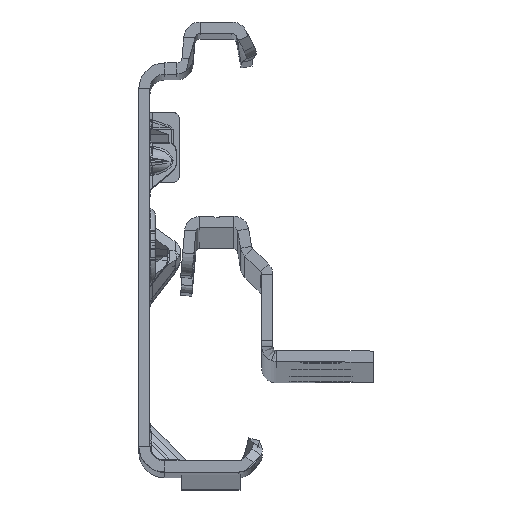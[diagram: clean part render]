
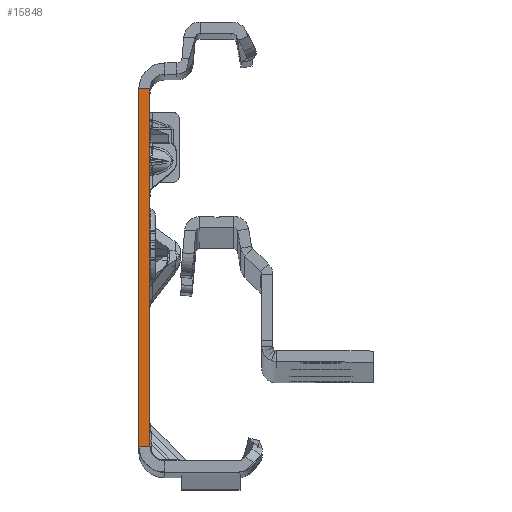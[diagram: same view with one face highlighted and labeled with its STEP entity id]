
A CAD part, top view. The second image highlights one B-rep face of the part: STEP entity #15848.
In plain terms, the highlighted planar face has unit normal (0, 0, 1).
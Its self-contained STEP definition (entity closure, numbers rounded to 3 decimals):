
#591 = DIRECTION ( 'NONE',  ( 1., 0., 0. ) ) ;
#1015 = VECTOR ( 'NONE', #51377, 1000. ) ;
#5180 = LINE ( 'NONE', #39262, #31969 ) ;
#5729 = VERTEX_POINT ( 'NONE', #22953 ) ;
#9346 = DIRECTION ( 'NONE',  ( -1., 0., 0. ) ) ;
#14686 = DIRECTION ( 'NONE',  ( 0., -1., 0. ) ) ;
#15364 = CARTESIAN_POINT ( 'NONE',  ( 0., 22.135, 0. ) ) ;
#15848 = ADVANCED_FACE ( 'NONE', ( #55026 ), #46691, .T. ) ;
#16502 = ORIENTED_EDGE ( 'NONE', *, *, #26816, .T. ) ;
#17615 = EDGE_CURVE ( 'NONE', #52264, #5729, #26818, .T. ) ;
#18989 = LINE ( 'NONE', #15364, #25972 ) ;
#19847 = ORIENTED_EDGE ( 'NONE', *, *, #42619, .T. ) ;
#22953 = CARTESIAN_POINT ( 'NONE',  ( 0., -25.865, 0. ) ) ;
#25972 = VECTOR ( 'NONE', #28200, 1000. ) ;
#26308 = LINE ( 'NONE', #52522, #28119 ) ;
#26816 = EDGE_CURVE ( 'NONE', #52264, #26944, #18989, .T. ) ;
#26818 = LINE ( 'NONE', #34397, #1015 ) ;
#26944 = VERTEX_POINT ( 'NONE', #49480 ) ;
#28119 = VECTOR ( 'NONE', #9346, 1000. ) ;
#28200 = DIRECTION ( 'NONE',  ( -1., 0., 0. ) ) ;
#28334 = ORIENTED_EDGE ( 'NONE', *, *, #17615, .F. ) ;
#29352 = CARTESIAN_POINT ( 'NONE',  ( -1.5, -27.865, 0. ) ) ;
#30295 = AXIS2_PLACEMENT_3D ( 'NONE', #29352, #38887, #591 ) ;
#30432 = CARTESIAN_POINT ( 'NONE',  ( -1.5, -25.865, 0. ) ) ;
#31969 = VECTOR ( 'NONE', #14686, 1000. ) ;
#33457 = CARTESIAN_POINT ( 'NONE',  ( 0., 22.135, 0. ) ) ;
#34397 = CARTESIAN_POINT ( 'NONE',  ( 0., -27.865, 0. ) ) ;
#36400 = ORIENTED_EDGE ( 'NONE', *, *, #37743, .F. ) ;
#37322 = EDGE_LOOP ( 'NONE', ( #28334, #16502, #19847, #36400 ) ) ;
#37743 = EDGE_CURVE ( 'NONE', #5729, #51643, #26308, .T. ) ;
#38887 = DIRECTION ( 'NONE',  ( 0., 0., 1. ) ) ;
#39262 = CARTESIAN_POINT ( 'NONE',  ( -1.5, -27.865, 0. ) ) ;
#42619 = EDGE_CURVE ( 'NONE', #26944, #51643, #5180, .T. ) ;
#46691 = PLANE ( 'NONE',  #30295 ) ;
#49480 = CARTESIAN_POINT ( 'NONE',  ( -1.5, 22.135, 0. ) ) ;
#51377 = DIRECTION ( 'NONE',  ( 0., -1., 0. ) ) ;
#51643 = VERTEX_POINT ( 'NONE', #30432 ) ;
#52264 = VERTEX_POINT ( 'NONE', #33457 ) ;
#52522 = CARTESIAN_POINT ( 'NONE',  ( 0., -25.865, 0. ) ) ;
#55026 = FACE_OUTER_BOUND ( 'NONE', #37322, .T. ) ;
